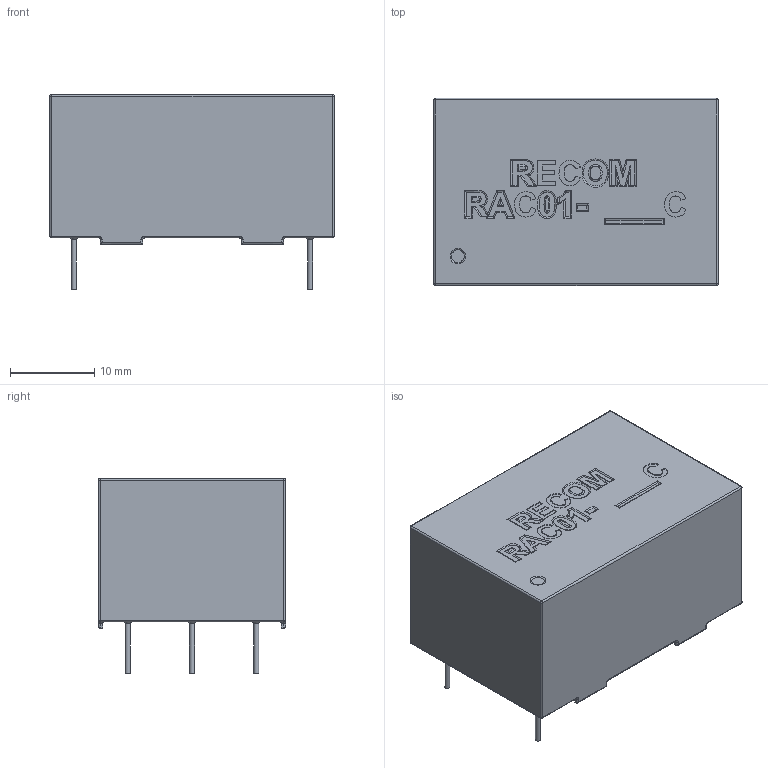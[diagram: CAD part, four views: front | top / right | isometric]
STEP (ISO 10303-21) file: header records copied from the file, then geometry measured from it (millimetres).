
FILE_DESCRIPTION( ( 'Unknown' ), '1' );
FILE_NAME( 'RAC01-C.stp', 'Unknown', ( 'Unknown' ), ( 'Unknown' ), 'XStep 1.0', 'Unknown', ' ' );
FILE_SCHEMA( ( 'automotive_design' ) );
Length unit declared in the file: millimetre
Products named in the file (1): 1
Bounding box: 33.7 x 22.2 x 23.1 mm (x, y, z)
Volume: 12725.9 mm3; surface area: 3458.6 mm2
Topology: 1 solids, 1 shells, 195 faces, 469 edges, 290 vertices
Faces by surface type: cylinder 90, plane 64, bspline 14, torus 13, sphere 8, extrusion 6
Full cylindrical faces by diameter (mm): 0.6 x4
Entity records: 18935 total; most frequent: CARTESIAN_POINT 13189, ORIENTED_EDGE 888, DIRECTION 781, EDGE_CURVE 444, AXIS2_PLACEMENT_3D 302, VERTEX_POINT 286, EDGE_LOOP 230, FACE_OUTER_BOUND 208
